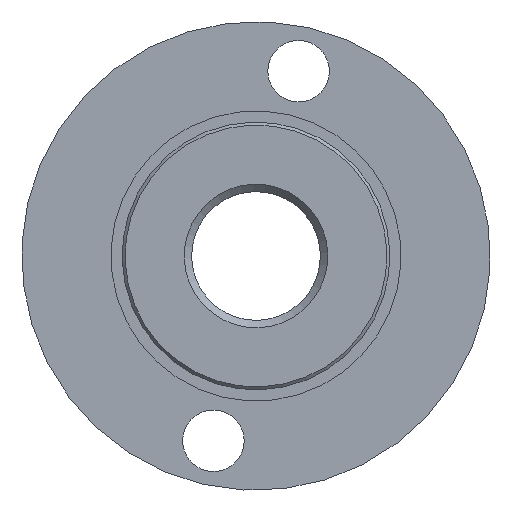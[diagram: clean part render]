
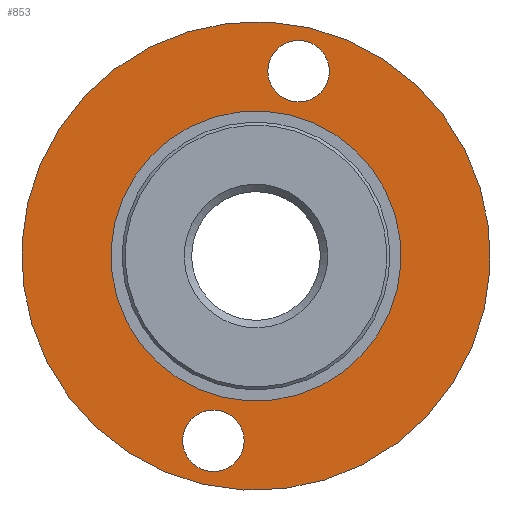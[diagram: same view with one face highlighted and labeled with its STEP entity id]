
A CAD part, left-side view. The second image highlights one B-rep face of the part: STEP entity #853.
In plain terms, the highlighted planar face has unit normal (-1, 0, 0).
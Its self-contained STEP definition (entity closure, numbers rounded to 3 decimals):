
#690=CARTESIAN_POINT('',(-4.0,0.,-9.75));
#691=VERTEX_POINT('',#690);
#692=CARTESIAN_POINT('',(-4.0,0.0,0.0));
#693=DIRECTION('',(1.0,0.0,0.0));
#694=DIRECTION('',(0.0,0.0,1.0));
#695=AXIS2_PLACEMENT_3D('',#692,#693,#694);
#696=CIRCLE('',#695,9.75);
#697=EDGE_CURVE('',#691,#691,#696,.T.);
#707=CARTESIAN_POINT('',(-4.0,15.75,0.));
#708=VERTEX_POINT('',#707);
#709=CARTESIAN_POINT('',(-4.0,0.0,0.0));
#710=DIRECTION('',(-1.0,0.0,0.0));
#711=DIRECTION('',(0.0,-1.0,0.0));
#712=AXIS2_PLACEMENT_3D('',#709,#710,#711);
#713=CIRCLE('',#712,15.75);
#714=EDGE_CURVE('',#708,#708,#713,.T.);
#755=CARTESIAN_POINT('',(-4.0,12.75,-2.067));
#756=VERTEX_POINT('',#755);
#757=CARTESIAN_POINT('',(-4.0,12.75,0.0));
#758=DIRECTION('',(1.0,0.0,0.0));
#759=DIRECTION('',(0.0,0.0,1.0));
#760=AXIS2_PLACEMENT_3D('',#757,#758,#759);
#761=CIRCLE('',#760,2.067);
#762=EDGE_CURVE('',#756,#756,#761,.T.);
#783=CARTESIAN_POINT('',(-4.0,-12.75,-2.067));
#784=VERTEX_POINT('',#783);
#785=CARTESIAN_POINT('',(-4.0,-12.75,0.0));
#786=DIRECTION('',(1.0,0.0,0.0));
#787=DIRECTION('',(0.0,0.0,1.0));
#788=AXIS2_PLACEMENT_3D('',#785,#786,#787);
#789=CIRCLE('',#788,2.067);
#790=EDGE_CURVE('',#784,#784,#789,.T.);
#836=CARTESIAN_POINT('',(-4.0,0.,0.));
#837=DIRECTION('',(-1.0,0.0,0.0));
#838=DIRECTION('',(0.0,0.0,1.0));
#839=AXIS2_PLACEMENT_3D('',#836,#837,#838);
#840=PLANE('',#839);
#841=ORIENTED_EDGE('',*,*,#714,.T.);
#842=EDGE_LOOP('',(#841));
#843=FACE_OUTER_BOUND('',#842,.T.);
#844=ORIENTED_EDGE('',*,*,#790,.T.);
#845=EDGE_LOOP('',(#844));
#846=FACE_BOUND('',#845,.T.);
#847=ORIENTED_EDGE('',*,*,#762,.T.);
#848=EDGE_LOOP('',(#847));
#849=FACE_BOUND('',#848,.T.);
#850=ORIENTED_EDGE('',*,*,#697,.T.);
#851=EDGE_LOOP('',(#850));
#852=FACE_BOUND('',#851,.T.);
#853=ADVANCED_FACE('',(#843,#846,#849,#852),#840,.T.);
